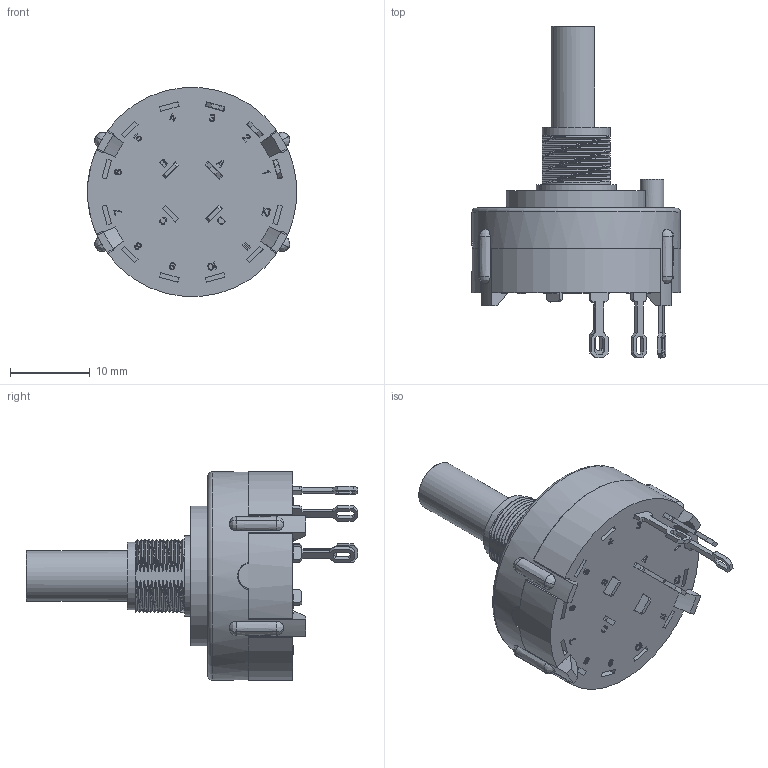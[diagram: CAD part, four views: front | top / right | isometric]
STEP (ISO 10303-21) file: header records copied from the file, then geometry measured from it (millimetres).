
FILE_DESCRIPTION(/* description */ ('STEP AP214'),/* implementation_level */ '2;1');
FILE_NAME(/* name */ 'A10305RNZQ',/* time_stamp */ '2024-11-23T21:33:36+01:00',/* author */ ('License CC BY-ND 4.0'),/* organization */ ('CADENAS'),/* preprocessor_version */ 'ST-DEVELOPER v19.3',/* originating_system */ 'PARTsolutions',/* authorisation */ ' ');
FILE_SCHEMA (('AUTOMOTIVE_DESIGN {1 0 10303 214 3 1 1}'));
Length unit declared in the file: inch
Products named in the file (2): A10305RNZQ; A10305RNZQ_PART1
Assembly tree (1 placements, depth 2):
  A10305RNZQ
    A10305RNZQ_PART1
Bounding box: 26.27 x 41.71 x 26.22 mm (x, y, z)
Volume: 4906.4 mm3; surface area: 6682 mm2
Topology: 1 solids, 1 shells, 1741 faces, 4985 edges, 3321 vertices
Faces by surface type: plane 1461, cylinder 153, bspline 108, cone 18, torus 1
Full cylindrical faces by diameter (mm): 1.524 x12, 1.549 x12, 2.921 x1, 2.972 x1, 3.048 x1, 3.277 x1, 3.48 x4, 5.151 x1, 6.299 x1, 6.452 x1, 8.255 x1, 8.509 x1, 10.058 x1, 12.7 x1, 14.224 x1, 14.605 x1, 26.187 x1
Entity records: 60258 total; most frequent: CARTESIAN_POINT 15578, ORIENTED_EDGE 9770, DIRECTION 8205, EDGE_CURVE 4885, LINE 4247, VECTOR 4247, VERTEX_POINT 3277, AXIS2_PLACEMENT_3D 1979
